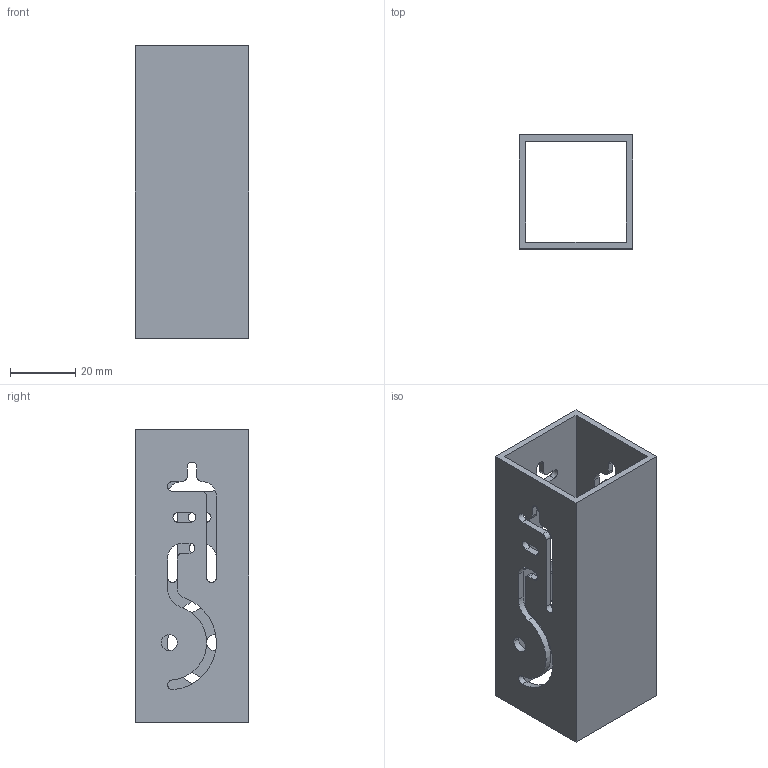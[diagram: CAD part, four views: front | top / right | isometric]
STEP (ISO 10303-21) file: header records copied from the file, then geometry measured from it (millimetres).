
FILE_DESCRIPTION(('CATIA V5 STEP Exchange'),'2;1');
FILE_NAME('Pierre 4.stp','2019-04-12T06:36:55+00:00',('none'),('none'),'CATIA Version 5 Release 20 GA (IN-10)','CATIA V5 STEP AP203','none');
FILE_SCHEMA(('CONFIG_CONTROL_DESIGN'));
Length unit declared in the file: millimetre
Products named in the file (1): Pierre 4
Bounding box: 35 x 35 x 90 mm (x, y, z)
Volume: 21596.9 mm3; surface area: 23652 mm2
Topology: 1 solids, 1 shells, 103 faces, 303 edges, 202 vertices
Faces by surface type: cylinder 57, plane 46
Entity records: 3375 total; most frequent: ORIENTED_EDGE 606, CARTESIAN_POINT 594, DIRECTION 479, EDGE_CURVE 303, AXIS2_PLACEMENT_3D 203, VERTEX_POINT 202, VECTOR 189, LINE 189
